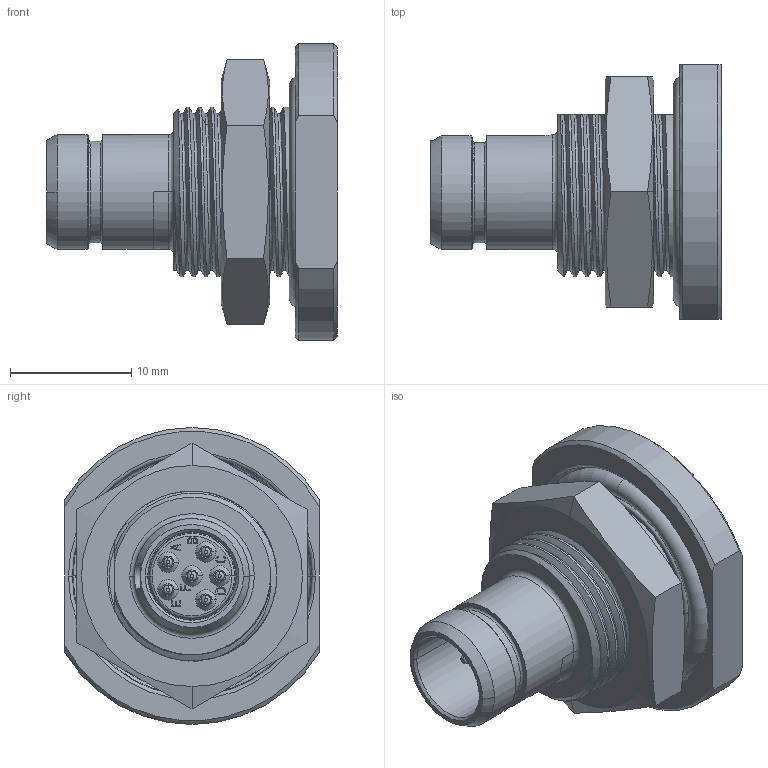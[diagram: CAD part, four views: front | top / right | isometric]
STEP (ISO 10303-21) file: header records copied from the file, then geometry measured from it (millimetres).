
FILE_DESCRIPTION((''),'2;1');
FILE_NAME('1332EV006MZ','2024-07-25T13:21:13',('paultorloting'),('NET AG system integration'),'CREO PARAMETRIC BY PTC INC, 2021404','CREO PARAMETRIC BY PTC INC, 2021404','');
FILE_SCHEMA(('AUTOMOTIVE_DESIGN { 1 0 10303 214 1 1 1 1 }'));
Length unit declared in the file: millimetre
Products named in the file (1): 1332EV006MZ
Bounding box: 24 x 21 x 24.5 mm (x, y, z)
Volume: 3284.7 mm3; surface area: 3668.8 mm2
Topology: 1 solids, 1 shells, 473 faces, 1180 edges, 765 vertices
Faces by surface type: plane 249, cylinder 110, cone 53, bspline 45, torus 16
Entity records: 20892 total; most frequent: CARTESIAN_POINT 8549, ORIENTED_EDGE 2360, DIRECTION 2213, EDGE_CURVE 1180, AXIS2_PLACEMENT_3D 772, VERTEX_POINT 765, VECTOR 666, LINE 666
